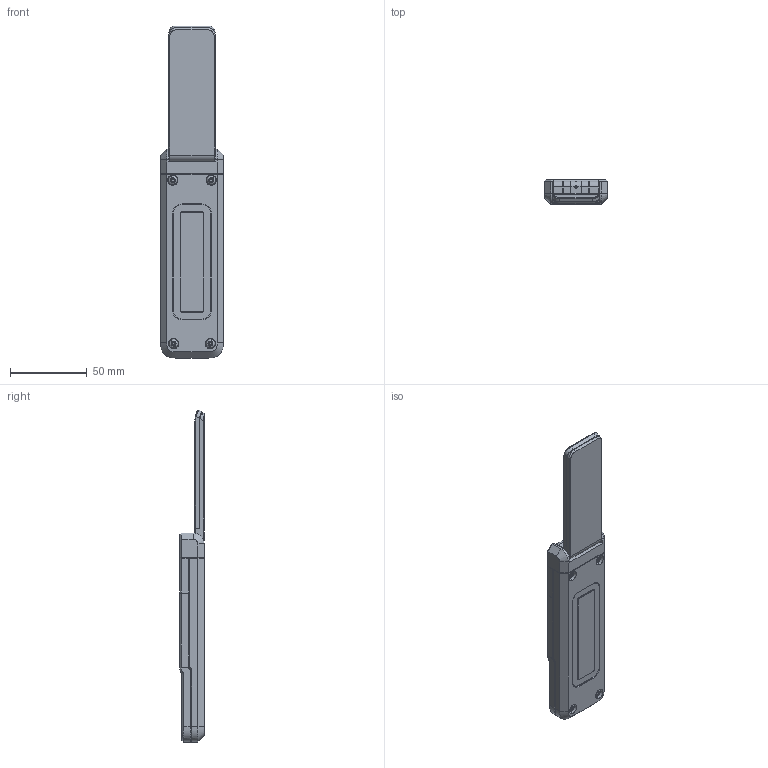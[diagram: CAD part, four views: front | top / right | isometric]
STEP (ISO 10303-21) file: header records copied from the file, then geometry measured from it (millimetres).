
FILE_DESCRIPTION (( 'STEP AP214' ), '1' );
FILE_NAME ('ASS DETECTEUR OPTIQUE FLIP SELON ACI-2218.STEP', '2016-04-19T17:44:28', ( '' ), ( '' ), 'SwSTEP 2.0', 'SolidWorks 2016', '' );
FILE_SCHEMA (( 'AUTOMOTIVE_DESIGN' ));
Length unit declared in the file: millimetre
Products named in the file (1): ASS DETECTEUR OPTIQUE FLIP SELON ACI-2218
Bounding box: 41.15 x 15.8 x 216.2 mm (x, y, z)
Surface area: 26584.2 mm2 (no closed solid volume)
Topology: 0 solids, 27 shells, 551 faces, 1900 edges, 1358 vertices
Faces by surface type: plane 279, cylinder 139, cone 74, bspline 46, torus 12, sphere 1
Entity records: 32605 total; most frequent: CARTESIAN_POINT 10727, DIRECTION 3216, ORIENTED_EDGE 3013, EDGE_CURVE 1889, VERTEX_POINT 1356, LINE 1126, VECTOR 1126, AXIS2_PLACEMENT_3D 1045
